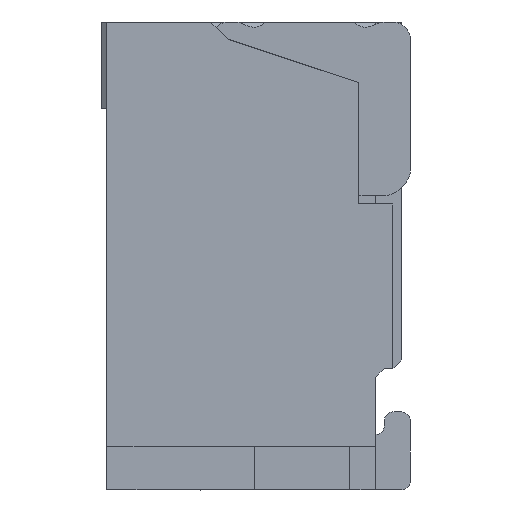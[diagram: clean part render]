
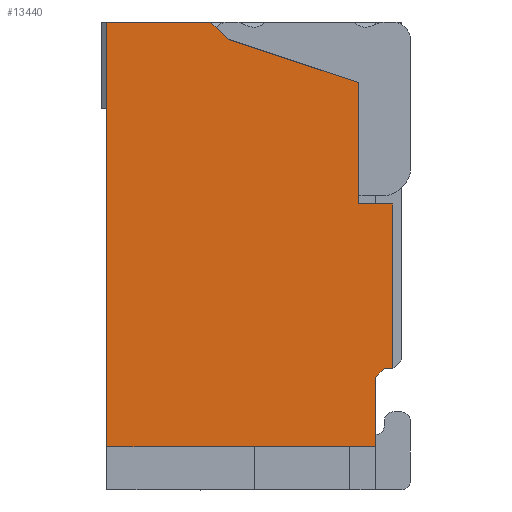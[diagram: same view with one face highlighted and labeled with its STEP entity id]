
A CAD part, left-side view. The second image highlights one B-rep face of the part: STEP entity #13440.
In plain terms, the highlighted planar face has unit normal (-1, 0, 0).
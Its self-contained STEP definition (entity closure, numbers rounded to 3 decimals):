
#11250=CARTESIAN_POINT('',(-17.5,0.05,1.65));
#11260=VERTEX_POINT('',#11250);
#11290=CARTESIAN_POINT('',(-17.5,0.25,1.65));
#11300=DIRECTION('',(0.,-1.,0.));
#11310=VECTOR('',#11300,0.2);
#11320=LINE('',#11290,#11310);
#11330=CARTESIAN_POINT('',(-17.5,0.25,1.65));
#11340=VERTEX_POINT('',#11330);
#11350=EDGE_CURVE('',#11340,#11260,#11320,.T.);
#12580=CARTESIAN_POINT('',(-17.5,0.049,2.701));
#12590=DIRECTION('',(-1.,0.,0.));
#12600=DIRECTION('',(0.,1.,0.));
#12610=AXIS2_PLACEMENT_3D('',#12580,#12590,#12600);
#12620=PLANE('',#12610);
#12630=CARTESIAN_POINT('',(-17.5,1.,2.6));
#12640=DIRECTION('',(0.,0.707,0.707));
#12650=VECTOR('',#12640,0.141);
#12660=LINE('',#12630,#12650);
#12670=CARTESIAN_POINT('',(-17.5,1.,2.6));
#12680=VERTEX_POINT('',#12670);
#12690=CARTESIAN_POINT('',(-17.5,1.1,2.7));
#12700=VERTEX_POINT('',#12690);
#12710=EDGE_CURVE('',#12680,#12700,#12660,.T.);
#12720=ORIENTED_EDGE('',*,*,#12710,.T.);
#12730=CARTESIAN_POINT('',(-17.5,0.25,2.35));
#12740=DIRECTION('',(0.,0.949,0.316));
#12750=VECTOR('',#12740,0.791);
#12760=LINE('',#12730,#12750);
#12770=CARTESIAN_POINT('',(-17.5,0.25,2.35));
#12780=VERTEX_POINT('',#12770);
#12790=EDGE_CURVE('',#12780,#12680,#12760,.T.);
#12800=ORIENTED_EDGE('',*,*,#12790,.T.);
#12810=CARTESIAN_POINT('',(-17.5,0.25,2.35));
#12820=DIRECTION('',(0.,0.,-1.));
#12830=VECTOR('',#12820,0.7);
#12840=LINE('',#12810,#12830);
#12850=EDGE_CURVE('',#12780,#11340,#12840,.T.);
#12860=ORIENTED_EDGE('',*,*,#12850,.F.);
#12870=ORIENTED_EDGE('',*,*,#11350,.F.);
#12880=CARTESIAN_POINT('',(-17.5,0.05,1.65));
#12890=DIRECTION('',(0.,0.,-1.));
#12900=VECTOR('',#12890,0.95);
#12910=LINE('',#12880,#12900);
#12920=CARTESIAN_POINT('',(-17.5,0.05,0.7));
#12930=VERTEX_POINT('',#12920);
#12940=EDGE_CURVE('',#11260,#12930,#12910,.T.);
#12950=ORIENTED_EDGE('',*,*,#12940,.F.);
#12960=CARTESIAN_POINT('',(-17.5,0.05,0.7));
#12970=DIRECTION('',(0.,1.,0.));
#12980=VECTOR('',#12970,0.05);
#12990=LINE('',#12960,#12980);
#13000=CARTESIAN_POINT('',(-17.5,0.1,0.7));
#13010=VERTEX_POINT('',#13000);
#13020=EDGE_CURVE('',#12930,#13010,#12990,.T.);
#13030=ORIENTED_EDGE('',*,*,#13020,.F.);
#13040=CARTESIAN_POINT('',(-17.5,0.15,0.65));
#13050=DIRECTION('',(0.,-0.707,0.707));
#13060=VECTOR('',#13050,0.071);
#13070=LINE('',#13040,#13060);
#13080=CARTESIAN_POINT('',(-17.5,0.15,0.65));
#13090=VERTEX_POINT('',#13080);
#13100=EDGE_CURVE('',#13090,#13010,#13070,.T.);
#13110=ORIENTED_EDGE('',*,*,#13100,.T.);
#13120=CARTESIAN_POINT('',(-17.5,0.15,0.));
#13130=DIRECTION('',(0.,0.,-1.));
#13140=VECTOR('',#13130,1.);
#13150=LINE('',#13120,#13140);
#13160=CARTESIAN_POINT('',(-17.5,0.15,0.25));
#13170=VERTEX_POINT('',#13160);
#13180=EDGE_CURVE('',#13090,#13170,#13150,.T.);
#13190=ORIENTED_EDGE('',*,*,#13180,.F.);
#13200=CARTESIAN_POINT('',(-17.5,0.,0.25));
#13210=DIRECTION('',(0.,-1.,0.));
#13220=VECTOR('',#13210,1.);
#13230=LINE('',#13200,#13220);
#13240=CARTESIAN_POINT('',(-17.5,1.7,0.25));
#13250=VERTEX_POINT('',#13240);
#13260=EDGE_CURVE('',#13250,#13170,#13230,.T.);
#13270=ORIENTED_EDGE('',*,*,#13260,.T.);
#13280=CARTESIAN_POINT('',(-17.5,1.7,0.));
#13290=DIRECTION('',(0.,0.,-1.));
#13300=VECTOR('',#13290,1.);
#13310=LINE('',#13280,#13300);
#13320=CARTESIAN_POINT('',(-17.5,1.7,2.7));
#13330=VERTEX_POINT('',#13320);
#13340=EDGE_CURVE('',#13330,#13250,#13310,.T.);
#13350=ORIENTED_EDGE('',*,*,#13340,.T.);
#13360=CARTESIAN_POINT('',(-17.5,1.7,2.7));
#13370=DIRECTION('',(0.,-1.,0.));
#13380=VECTOR('',#13370,0.6);
#13390=LINE('',#13360,#13380);
#13400=EDGE_CURVE('',#13330,#12700,#13390,.T.);
#13410=ORIENTED_EDGE('',*,*,#13400,.F.);
#13420=EDGE_LOOP('',(#13410,#13350,#13270,#13190,#13110,#13030,#12950,
#12870,#12860,#12800,#12720));
#13430=FACE_OUTER_BOUND('',#13420,.T.);
#13440=ADVANCED_FACE('',(#13430),#12620,.T.);
